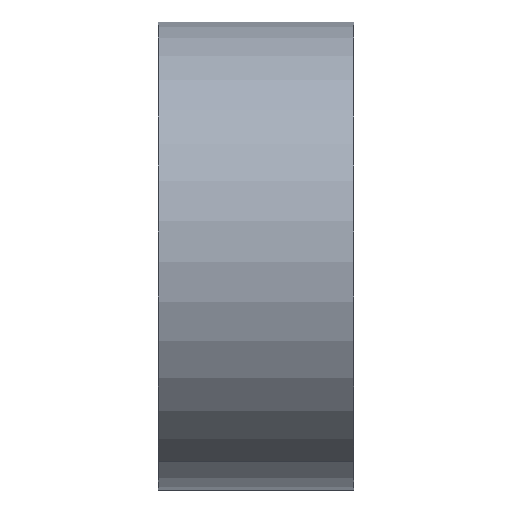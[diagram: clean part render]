
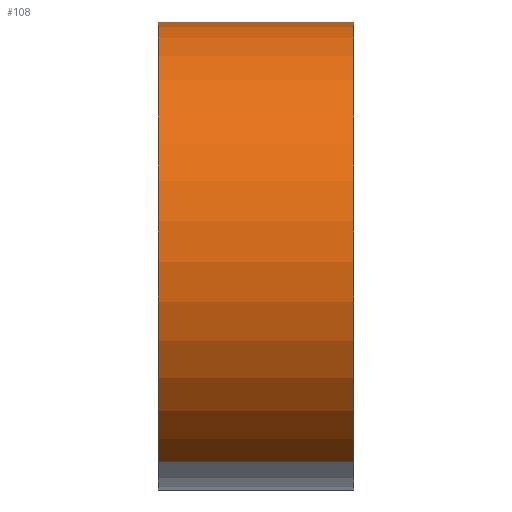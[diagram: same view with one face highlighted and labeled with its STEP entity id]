
A CAD part, left-side view. The second image highlights one B-rep face of the part: STEP entity #108.
In plain terms, the highlighted cylindrical face has radius 120 mm (diameter 240 mm), a partial arc.
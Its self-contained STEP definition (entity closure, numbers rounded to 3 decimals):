
#52=CARTESIAN_POINT('Axis2P3D Location',(0.,470.,-100.)) ;
#61=CARTESIAN_POINT('Vertex',(57.531,520.,5.31)) ;
#63=CARTESIAN_POINT('Vertex',(-57.531,520.,-205.31)) ;
#66=CARTESIAN_POINT('Line Origine',(57.531,470.,5.31)) ;
#70=CARTESIAN_POINT('Vertex',(57.531,420.,5.31)) ;
#77=CARTESIAN_POINT('Vertex',(-57.531,420.,-205.31)) ;
#80=CARTESIAN_POINT('Line Origine',(-57.531,470.,-205.31)) ;
#92=CARTESIAN_POINT('Axis2P3D Location',(0.,520.,-100.)) ;
#97=CARTESIAN_POINT('Axis2P3D Location',(0.,420.,-100.)) ;
#53=DIRECTION('Axis2P3D Direction',(0.,1.,0.)) ;
#54=DIRECTION('Axis2P3D XDirection',(0.479,-0.,0.878)) ;
#67=DIRECTION('Vector Direction',(0.,1.,0.)) ;
#81=DIRECTION('Vector Direction',(0.,1.,0.)) ;
#93=DIRECTION('Axis2P3D Direction',(0.,1.,0.)) ;
#98=DIRECTION('Axis2P3D Direction',(0.,1.,0.)) ;
#55=AXIS2_PLACEMENT_3D('Cylinder Axis2P3D',#52,#53,#54) ;
#94=AXIS2_PLACEMENT_3D('Circle Axis2P3D',#92,#93,$) ;
#99=AXIS2_PLACEMENT_3D('Circle Axis2P3D',#97,#98,$) ;
#103=ORIENTED_EDGE('',*,*,#96,.F.) ;
#104=ORIENTED_EDGE('',*,*,#84,.T.) ;
#105=ORIENTED_EDGE('',*,*,#101,.T.) ;
#106=ORIENTED_EDGE('',*,*,#72,.F.) ;
#68=VECTOR('Line Direction',#67,1.) ;
#82=VECTOR('Line Direction',#81,1.) ;
#108=ADVANCED_FACE('Corps principal',(#107),#56,.T.) ;
#95=CIRCLE('generated circle',#94,120.) ;
#100=CIRCLE('generated circle',#99,120.) ;
#56=CYLINDRICAL_SURFACE('generated cylinder',#55,120.) ;
#72=EDGE_CURVE('',#62,#71,#69,.F.) ;
#84=EDGE_CURVE('',#64,#78,#83,.F.) ;
#96=EDGE_CURVE('',#64,#62,#95,.T.) ;
#101=EDGE_CURVE('',#78,#71,#100,.T.) ;
#102=EDGE_LOOP('',(#103,#104,#105,#106)) ;
#107=FACE_OUTER_BOUND('',#102,.T.) ;
#69=LINE('Line',#66,#68) ;
#83=LINE('Line',#80,#82) ;
#62=VERTEX_POINT('',#61) ;
#64=VERTEX_POINT('',#63) ;
#71=VERTEX_POINT('',#70) ;
#78=VERTEX_POINT('',#77) ;
